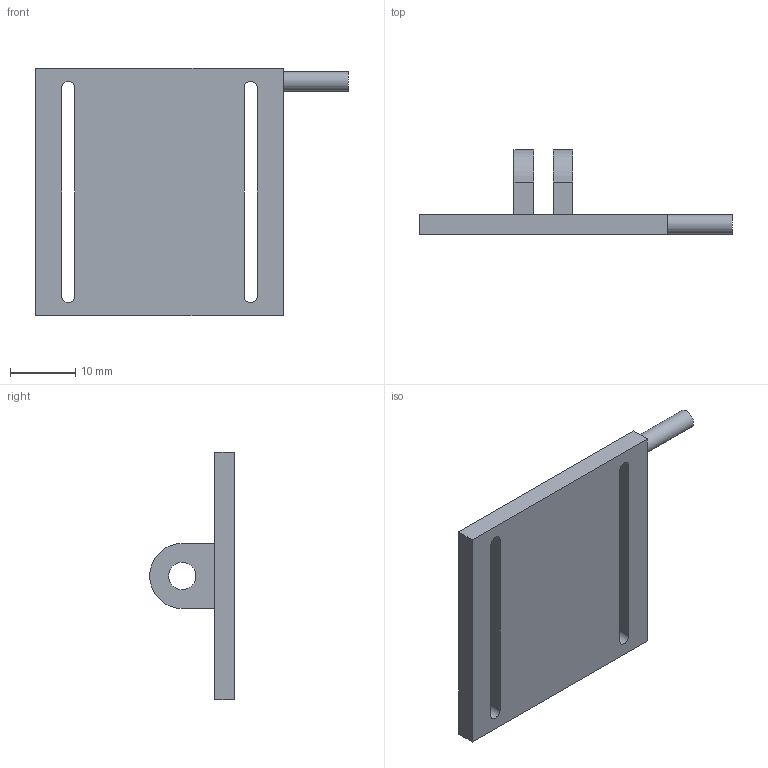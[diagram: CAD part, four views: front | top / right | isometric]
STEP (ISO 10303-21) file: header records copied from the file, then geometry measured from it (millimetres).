
FILE_DESCRIPTION(/* description */ (''),/* implementation_level */ '2;1');
FILE_NAME(/* name */ 'Component3.step',/* time_stamp */ '2024-11-21T18:50:13+01:00',/* author */ (''),/* organization */ (''),/* preprocessor_version */ 'ST-DEVELOPER v20',/* originating_system */ 'Autodesk Translation Framework v13.20.0.188',/* authorisation */ '');
FILE_SCHEMA (('AUTOMOTIVE_DESIGN { 1 0 10303 214 3 1 1 }'));
Length unit declared in the file: millimetre
Products named in the file (1): FusionComponent
Bounding box: 48 x 13 x 38 mm (x, y, z)
Volume: 4452.3 mm3; surface area: 4066.5 mm2
Topology: 1 solids, 1 shells, 29 faces, 72 edges, 47 vertices
Faces by surface type: plane 20, cylinder 9
Full cylindrical faces by diameter (mm): 3 x1, 4.2 x2
Entity records: 910 total; most frequent: DIRECTION 151, CARTESIAN_POINT 149, ORIENTED_EDGE 144, EDGE_CURVE 72, LINE 53, VECTOR 53, AXIS2_PLACEMENT_3D 49, VERTEX_POINT 47
